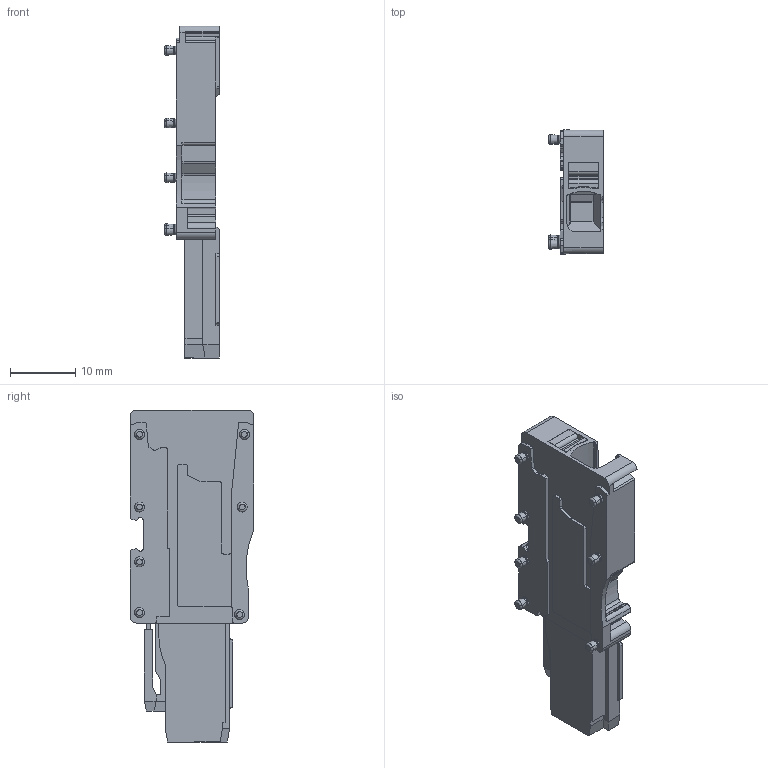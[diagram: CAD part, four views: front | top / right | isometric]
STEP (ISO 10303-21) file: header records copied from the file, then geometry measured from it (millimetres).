
FILE_DESCRIPTION(('CATIA V5R24 STEP','CAx-IF Rec.Pracs.--- Model Styling and Organization---1.2---2011-12-15'),'2;1');
FILE_NAME ('131617-1_1', '2018-08-16T11:49:43+00:00', ('Weidmueller Interface'), ('Weidmueller'), 'CATIA Version 5-6 Release 2014 SP4 HF52', 'CATIA V5 STEP AP214', 'none');
FILE_SCHEMA(('AUTOMOTIVE_DESIGN { 1 0 10303 214 1 1 1 1 }'));
Length unit declared in the file: millimetre
Products named in the file (1): 2540580000
Bounding box: 8.42 x 19 x 50.95 mm (x, y, z)
Volume: 3933.7 mm3; surface area: 3225.1 mm2
Topology: 2 solids, 2 shells, 517 faces, 1363 edges, 866 vertices
Faces by surface type: plane 227, cylinder 197, cone 48, torus 32, extrusion 8, revolution 3, sphere 2
Entity records: 15039 total; most frequent: CARTESIAN_POINT 2903, ORIENTED_EDGE 2722, DIRECTION 2086, EDGE_CURVE 1361, VERTEX_POINT 866, AXIS2_PLACEMENT_3D 851, VECTOR 845, LINE 837
